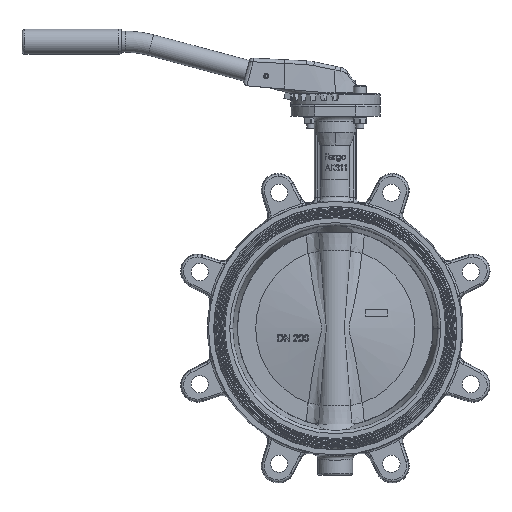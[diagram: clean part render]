
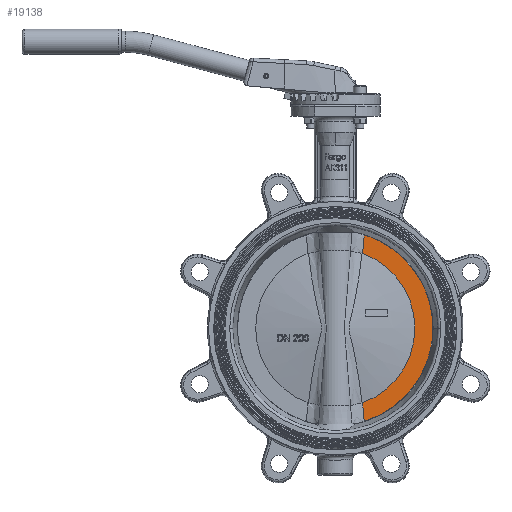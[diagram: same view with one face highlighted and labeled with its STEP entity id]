
A CAD part, front view. The second image highlights one B-rep face of the part: STEP entity #19138.
In plain terms, the highlighted planar face has unit normal (0, -1, 0).
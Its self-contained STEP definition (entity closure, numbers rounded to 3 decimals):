
#124 = PLANE ( 'NONE',  #46230 ) ;
#1599 = CARTESIAN_POINT ( 'NONE',  ( 29.151, -4., 93.7 ) ) ;
#2417 = CARTESIAN_POINT ( 'NONE',  ( 28.566, -4., -87.522 ) ) ;
#4494 = CARTESIAN_POINT ( 'NONE',  ( 34.116, -4., -92.155 ) ) ;
#5790 = VERTEX_POINT ( 'NONE', #11064 ) ;
#8586 = ORIENTED_EDGE ( 'NONE', *, *, #15915, .T. ) ;
#11064 = CARTESIAN_POINT ( 'NONE',  ( 27.382, -4., -75.168 ) ) ;
#15063 = CARTESIAN_POINT ( 'NONE',  ( 0., -4., 0. ) ) ;
#15915 = EDGE_CURVE ( 'NONE', #5790, #18881, #41238, .T. ) ;
#16111 = CARTESIAN_POINT ( 'NONE',  ( 27.382, -4., -75.168 ) ) ;
#17800 = CARTESIAN_POINT ( 'NONE',  ( 61.639, -4., 77.59 ) ) ;
#18881 = VERTEX_POINT ( 'NONE', #65765 ) ;
#19138 = ADVANCED_FACE ( 'NONE', ( #40440 ), #124, .T. ) ;
#23410 = CARTESIAN_POINT ( 'NONE',  ( 43.766, -4., 88.289 ) ) ;
#24252 = CARTESIAN_POINT ( 'NONE',  ( 61.639, -4., -77.59 ) ) ;
#24544 = CIRCLE ( 'NONE', #54589, 80. ) ;
#25922 = CARTESIAN_POINT ( 'NONE',  ( 27.977, -4., 81.345 ) ) ;
#28374 = DIRECTION ( 'NONE',  ( 0., -1., 0. ) ) ;
#30669 = CARTESIAN_POINT ( 'NONE',  ( 29.151, -4., -93.7 ) ) ;
#31096 = CARTESIAN_POINT ( 'NONE',  ( 99.79, -4., 0. ) ) ;
#32369 = EDGE_CURVE ( 'NONE', #18881, #67419, #33390, .T. ) ;
#33390 = B_SPLINE_CURVE_WITH_KNOTS ( 'NONE', 3,
 ( #30669, #4494, #62769, #24252, #76484, #43988, #31096, #50340, #43548, #17800, #23410, #49498, #57196 ),
 .UNSPECIFIED., .F., .F.,
 ( 4, 1, 1, 1, 1, 1, 1, 1, 1, 1, 4 ),
 ( 0., 0.063, 0.125, 0.25, 0.375, 0.5, 0.625, 0.75, 0.875, 0.938, 1. ),
 .UNSPECIFIED. ) ;
#38445 = EDGE_CURVE ( 'NONE', #5790, #49674, #24544, .T. ) ;
#38975 = ORIENTED_EDGE ( 'NONE', *, *, #51592, .T. ) ;
#39736 = ORIENTED_EDGE ( 'NONE', *, *, #38445, .F. ) ;
#40063 = CARTESIAN_POINT ( 'NONE',  ( 29.151, -4., 93.7 ) ) ;
#40440 = FACE_OUTER_BOUND ( 'NONE', #74117, .T. ) ;
#41238 = B_SPLINE_CURVE_WITH_KNOTS ( 'NONE', 3,
 ( #16111, #80422, #2417, #73158 ),
 .UNSPECIFIED., .F., .F.,
 ( 4, 4 ),
 ( 0., 0.019 ),
 .UNSPECIFIED. ) ;
#41242 = DIRECTION ( 'NONE',  ( 0., 0., -1. ) ) ;
#43548 = CARTESIAN_POINT ( 'NONE',  ( 80.362, -4., 59.161 ) ) ;
#43988 = CARTESIAN_POINT ( 'NONE',  ( 94.809, -4., -31.134 ) ) ;
#46230 = AXIS2_PLACEMENT_3D ( 'NONE', #78554, #53218, #60930 ) ;
#49498 = CARTESIAN_POINT ( 'NONE',  ( 34.116, -4., 92.155 ) ) ;
#49674 = VERTEX_POINT ( 'NONE', #71638 ) ;
#50340 = CARTESIAN_POINT ( 'NONE',  ( 94.809, -4., 31.134 ) ) ;
#51460 = B_SPLINE_CURVE_WITH_KNOTS ( 'NONE', 3,
 ( #40063, #65296, #25922, #52006 ),
 .UNSPECIFIED., .F., .F.,
 ( 4, 4 ),
 ( 0.002, 0.021 ),
 .UNSPECIFIED. ) ;
#51592 = EDGE_CURVE ( 'NONE', #67419, #49674, #51460, .T. ) ;
#52006 = CARTESIAN_POINT ( 'NONE',  ( 27.382, -4., 75.168 ) ) ;
#53218 = DIRECTION ( 'NONE',  ( 0., -1., 0. ) ) ;
#54589 = AXIS2_PLACEMENT_3D ( 'NONE', #15063, #28374, #41242 ) ;
#57196 = CARTESIAN_POINT ( 'NONE',  ( 29.151, -4., 93.7 ) ) ;
#60930 = DIRECTION ( 'NONE',  ( 0., 0., -1. ) ) ;
#62769 = CARTESIAN_POINT ( 'NONE',  ( 43.766, -4., -88.289 ) ) ;
#65296 = CARTESIAN_POINT ( 'NONE',  ( 28.566, -4., 87.522 ) ) ;
#65765 = CARTESIAN_POINT ( 'NONE',  ( 29.151, -4., -93.7 ) ) ;
#67419 = VERTEX_POINT ( 'NONE', #1599 ) ;
#71638 = CARTESIAN_POINT ( 'NONE',  ( 27.382, -4., 75.168 ) ) ;
#73158 = CARTESIAN_POINT ( 'NONE',  ( 29.151, -4., -93.7 ) ) ;
#74117 = EDGE_LOOP ( 'NONE', ( #8586, #78136, #38975, #39736 ) ) ;
#76484 = CARTESIAN_POINT ( 'NONE',  ( 80.362, -4., -59.161 ) ) ;
#78136 = ORIENTED_EDGE ( 'NONE', *, *, #32369, .T. ) ;
#78554 = CARTESIAN_POINT ( 'NONE',  ( 0., -4., 100.07 ) ) ;
#80422 = CARTESIAN_POINT ( 'NONE',  ( 27.977, -4., -81.345 ) ) ;
